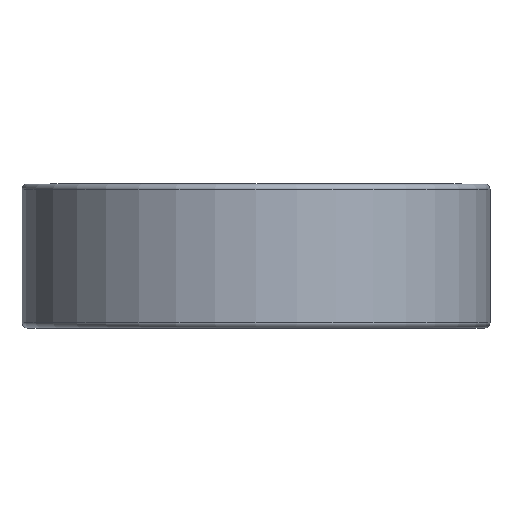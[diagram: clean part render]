
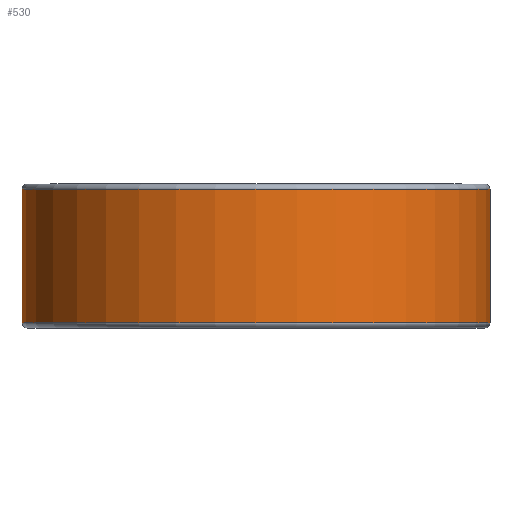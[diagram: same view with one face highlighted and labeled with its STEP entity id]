
A CAD part, front view. The second image highlights one B-rep face of the part: STEP entity #530.
In plain terms, the highlighted cylindrical face has radius 13 mm (diameter 26 mm), a full revolution.
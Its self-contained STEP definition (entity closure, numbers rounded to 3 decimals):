
#308 = EDGE_CURVE('',#309,#309,#311,.T.);
#309 = VERTEX_POINT('',#310);
#310 = CARTESIAN_POINT('',(13.,0.,3.7));
#311 = CIRCLE('',#312,13.);
#312 = AXIS2_PLACEMENT_3D('',#313,#314,#315);
#313 = CARTESIAN_POINT('',(0.,0.,3.7));
#314 = DIRECTION('',(0.,0.,-1.));
#315 = DIRECTION('',(1.,0.,0.));
#510 = VERTEX_POINT('',#511);
#511 = CARTESIAN_POINT('',(13.,0.,-3.7));
#518 = EDGE_CURVE('',#510,#510,#519,.T.);
#519 = CIRCLE('',#520,13.);
#520 = AXIS2_PLACEMENT_3D('',#521,#522,#523);
#521 = CARTESIAN_POINT('',(0.,0.,-3.7));
#522 = DIRECTION('',(0.,0.,-1.));
#523 = DIRECTION('',(1.,0.,0.));
#530 = ADVANCED_FACE('',(#531),#542,.T.);
#531 = FACE_BOUND('',#532,.T.);
#532 = EDGE_LOOP('',(#533,#534,#540,#541));
#533 = ORIENTED_EDGE('',*,*,#308,.T.);
#534 = ORIENTED_EDGE('',*,*,#535,.T.);
#535 = EDGE_CURVE('',#309,#510,#536,.T.);
#536 = LINE('',#537,#538);
#537 = CARTESIAN_POINT('',(13.,0.,3.7));
#538 = VECTOR('',#539,1.);
#539 = DIRECTION('',(0.,0.,-1.));
#540 = ORIENTED_EDGE('',*,*,#518,.F.);
#541 = ORIENTED_EDGE('',*,*,#535,.F.);
#542 = CYLINDRICAL_SURFACE('',#543,13.);
#543 = AXIS2_PLACEMENT_3D('',#544,#545,#546);
#544 = CARTESIAN_POINT('',(0.,0.,3.7));
#545 = DIRECTION('',(-0.,0.,-1.));
#546 = DIRECTION('',(1.,0.,0.));
